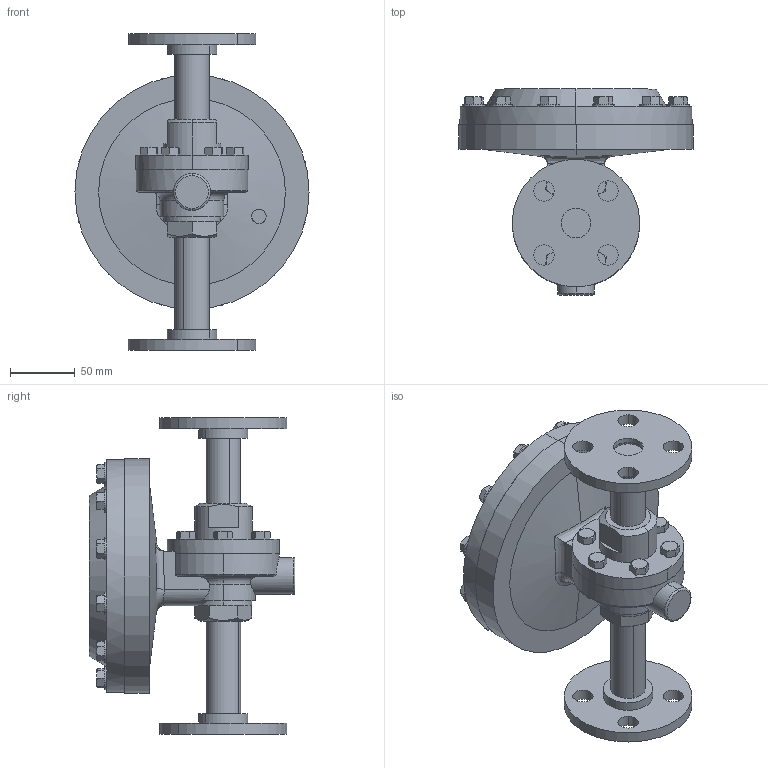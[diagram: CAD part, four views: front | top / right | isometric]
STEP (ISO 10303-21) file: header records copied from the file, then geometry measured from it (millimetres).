
FILE_DESCRIPTION (( 'STEP AP203' ), '1' );
FILE_NAME ('56-075-BR+DI-F5.step', '2017-10-04T15:17:01', ( '' ), ( '' ), 'SwSTEP 2.0', 'SolidWorks 2014', '' );
FILE_SCHEMA (( 'CONFIG_CONTROL_DESIGN' ));
Length unit declared in the file: inch
Products named in the file (1): 56-075-BR+DI-F5
Bounding box: 180.85 x 159.09 x 244.35 mm (x, y, z)
Volume: 1607613.4 mm3; surface area: 154326.9 mm2
Topology: 1 solids, 1 shells, 412 faces, 976 edges, 600 vertices
Faces by surface type: plane 197, cone 122, cylinder 79, torus 8, bspline 6
Entity records: 13520 total; most frequent: CARTESIAN_POINT 4180, ORIENTED_EDGE 1952, DIRECTION 1890, EDGE_CURVE 976, AXIS2_PLACEMENT_3D 769, VERTEX_POINT 600, EDGE_LOOP 462, FACE_OUTER_BOUND 412
